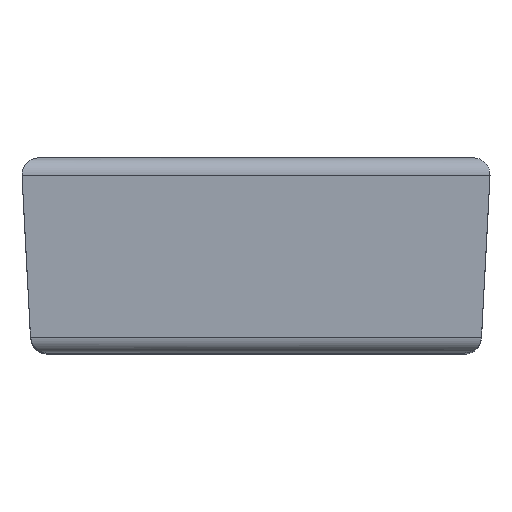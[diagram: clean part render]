
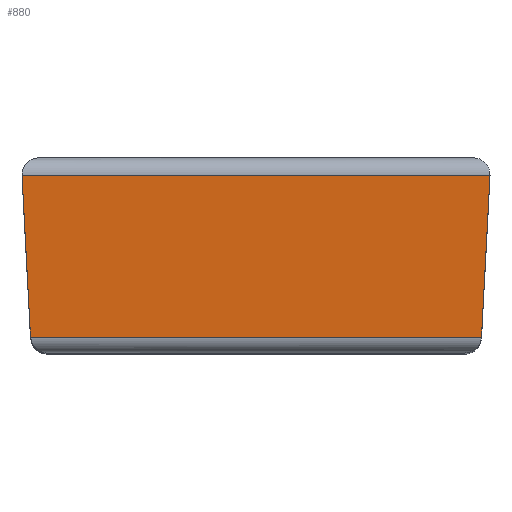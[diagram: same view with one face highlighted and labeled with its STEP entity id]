
A CAD part, top view. The second image highlights one B-rep face of the part: STEP entity #880.
In plain terms, the highlighted planar face has unit normal (0, -0.052, 0.999).
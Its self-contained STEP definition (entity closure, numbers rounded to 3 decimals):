
#447=CARTESIAN_POINT('',(4.133,1.834,14.2));
#448=VERTEX_POINT('',#447);
#497=CARTESIAN_POINT('',(-4.133,1.834,14.2));
#498=VERTEX_POINT('',#497);
#506=CARTESIAN_POINT('',(-4.133,1.834,14.2));
#507=DIRECTION('',(1.0,0.0,0.0));
#508=VECTOR('',#507,8.267);
#509=LINE('',#506,#508);
#510=EDGE_CURVE('',#498,#448,#509,.T.);
#686=CARTESIAN_POINT('',(3.984,-1.016,14.05));
#687=VERTEX_POINT('',#686);
#688=CARTESIAN_POINT('',(3.984,-1.016,14.05));
#689=DIRECTION('',(0.052,0.997,0.052));
#690=VECTOR('',#689,2.858);
#691=LINE('',#688,#690);
#692=EDGE_CURVE('',#687,#448,#691,.T.);
#788=CARTESIAN_POINT('',(-3.984,-1.016,14.05));
#789=VERTEX_POINT('',#788);
#830=CARTESIAN_POINT('',(-4.133,1.834,14.2));
#831=DIRECTION('',(0.052,-0.997,-0.052));
#832=VECTOR('',#831,2.858);
#833=LINE('',#830,#832);
#834=EDGE_CURVE('',#498,#789,#833,.T.);
#864=CARTESIAN_POINT('',(-4.15,-1.016,14.05));
#865=DIRECTION('',(0.,-0.052,0.999));
#866=DIRECTION('',(1.0,0.0,0.0));
#867=AXIS2_PLACEMENT_3D('',#864,#865,#866);
#868=PLANE('',#867);
#869=ORIENTED_EDGE('',*,*,#692,.T.);
#870=ORIENTED_EDGE('',*,*,#510,.F.);
#871=ORIENTED_EDGE('',*,*,#834,.T.);
#872=CARTESIAN_POINT('',(-3.984,-1.016,14.05));
#873=DIRECTION('',(1.0,0.0,0.0));
#874=VECTOR('',#873,7.968);
#875=LINE('',#872,#874);
#876=EDGE_CURVE('',#789,#687,#875,.T.);
#877=ORIENTED_EDGE('',*,*,#876,.T.);
#878=EDGE_LOOP('',(#869,#870,#871,#877));
#879=FACE_OUTER_BOUND('',#878,.T.);
#880=ADVANCED_FACE('',(#879),#868,.T.);
